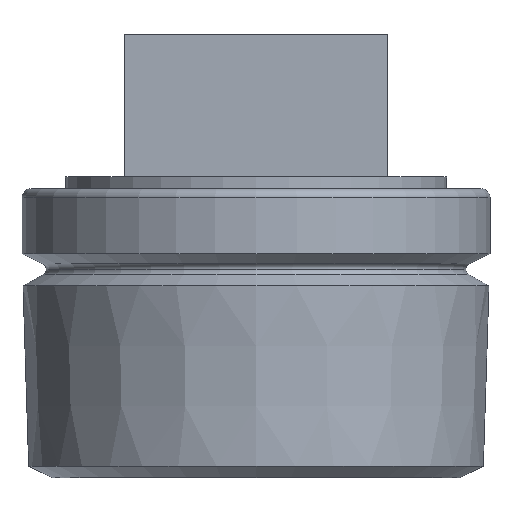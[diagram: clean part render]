
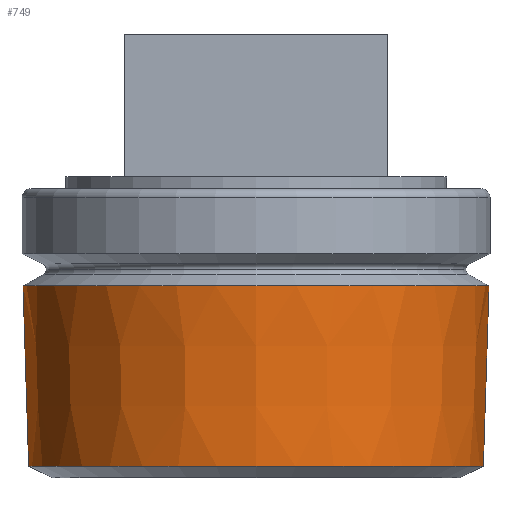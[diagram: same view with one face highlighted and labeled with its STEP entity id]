
A CAD part, front view. The second image highlights one B-rep face of the part: STEP entity #749.
In plain terms, the highlighted conical face has half-angle 1.8 degrees and reference radius 16.371 mm.
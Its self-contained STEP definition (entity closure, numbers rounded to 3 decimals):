
#154 = DIRECTION ( 'NONE',  ( 1., 0., 0. ) ) ;
#155 = DIRECTION ( 'NONE',  ( 0., 0., 1. ) ) ;
#182 = CARTESIAN_POINT ( 'NONE',  ( 0., 0., -15.162 ) ) ;
#183 = AXIS2_PLACEMENT_3D ( 'NONE', #182, #155, #154 ) ;
#184 = CIRCLE ( 'NONE', #183, 16.397 ) ;
#185 = DIRECTION ( 'NONE',  ( 0.031, 0., 1. ) ) ;
#186 = VECTOR ( 'NONE', #185, 1000. ) ;
#187 = CARTESIAN_POINT ( 'NONE',  ( 16.371, 0., -16. ) ) ;
#188 = LINE ( 'NONE', #187, #186 ) ;
#210 = CARTESIAN_POINT ( 'NONE',  ( -16.371, 0., -16. ) ) ;
#211 = LINE ( 'NONE', #210, #213 ) ;
#212 = DIRECTION ( 'NONE',  ( -0.031, 0., 1. ) ) ;
#213 = VECTOR ( 'NONE', #212, 1000. ) ;
#220 = FACE_OUTER_BOUND ( 'NONE', #750, .T. ) ;
#222 = CONICAL_SURFACE ( 'NONE', #232, 16.371, 0.031 ) ;
#223 = CARTESIAN_POINT ( 'NONE',  ( 0., 0., -16. ) ) ;
#224 = DIRECTION ( 'NONE',  ( 0., 0., 1. ) ) ;
#226 = DIRECTION ( 'NONE',  ( 1., 0., 0. ) ) ;
#228 = CARTESIAN_POINT ( 'NONE',  ( -16.397, 0., -15.162 ) ) ;
#229 = CARTESIAN_POINT ( 'NONE',  ( -16.806, 0., -2.155 ) ) ;
#232 = AXIS2_PLACEMENT_3D ( 'NONE', #223, #224, #226 ) ;
#359 = CIRCLE ( 'NONE', #360, 16.806 ) ;
#360 = AXIS2_PLACEMENT_3D ( 'NONE', #363, #362, #361 ) ;
#361 = DIRECTION ( 'NONE',  ( 1., 0., 0. ) ) ;
#362 = DIRECTION ( 'NONE',  ( 0., 0., 1. ) ) ;
#363 = CARTESIAN_POINT ( 'NONE',  ( 0., 0., -2.155 ) ) ;
#460 = CARTESIAN_POINT ( 'NONE',  ( 16.806, 0., -2.155 ) ) ;
#461 = CARTESIAN_POINT ( 'NONE',  ( 16.397, 0., -15.162 ) ) ;
#524 = EDGE_CURVE ( 'NONE', #752, #623, #359, .T. ) ;
#622 = VERTEX_POINT ( 'NONE', #461 ) ;
#623 = VERTEX_POINT ( 'NONE', #460 ) ;
#656 = ORIENTED_EDGE ( 'NONE', *, *, #524, .F. ) ;
#669 = ORIENTED_EDGE ( 'NONE', *, *, #747, .F. ) ;
#719 = EDGE_CURVE ( 'NONE', #622, #623, #188, .T. ) ;
#721 = ORIENTED_EDGE ( 'NONE', *, *, #724, .T. ) ;
#724 = EDGE_CURVE ( 'NONE', #753, #622, #184, .T. ) ;
#725 = ORIENTED_EDGE ( 'NONE', *, *, #719, .T. ) ;
#747 = EDGE_CURVE ( 'NONE', #753, #752, #211, .T. ) ;
#749 = ADVANCED_FACE ( 'NONE', ( #220 ), #222, .T. ) ;
#750 = EDGE_LOOP ( 'NONE', ( #669, #721, #725, #656 ) ) ;
#752 = VERTEX_POINT ( 'NONE', #229 ) ;
#753 = VERTEX_POINT ( 'NONE', #228 ) ;
